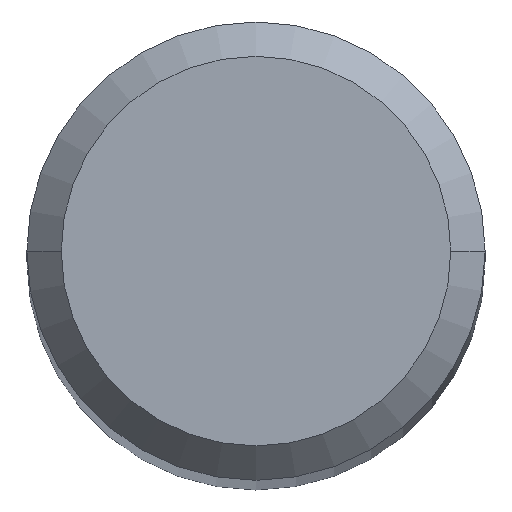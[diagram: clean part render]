
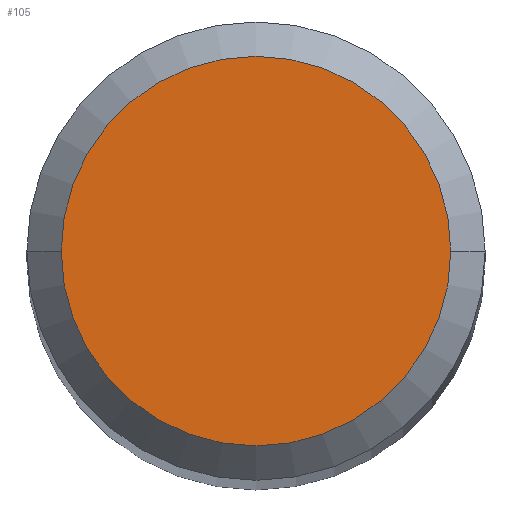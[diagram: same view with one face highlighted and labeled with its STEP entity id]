
A CAD part, top view. The second image highlights one B-rep face of the part: STEP entity #105.
In plain terms, the highlighted planar face has unit normal (0, 0, 1).
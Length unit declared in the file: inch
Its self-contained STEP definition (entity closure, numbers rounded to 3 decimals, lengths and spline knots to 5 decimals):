
#1 = ORIENTED_EDGE ( 'NONE', *, *, #76, .T. ) ;
#12 = VERTEX_POINT ( 'NONE', #326 ) ;
#25 = PLANE ( 'NONE',  #92 ) ;
#63 = EDGE_LOOP ( 'NONE', ( #193, #1 ) ) ;
#72 = DIRECTION ( 'NONE',  ( 0., 0., -1. ) ) ;
#76 = EDGE_CURVE ( 'NONE', #12, #313, #484, .T. ) ;
#92 = AXIS2_PLACEMENT_3D ( 'NONE', #146, #72, #221 ) ;
#95 = CARTESIAN_POINT ( 'NONE',  ( -0.05019, 0., 0. ) ) ;
#105 = ADVANCED_FACE ( 'NONE', ( #371 ), #25, .F. ) ;
#107 = EDGE_CURVE ( 'NONE', #313, #12, #441, .T. ) ;
#108 = DIRECTION ( 'NONE',  ( 1., 0., 0. ) ) ;
#118 = DIRECTION ( 'NONE',  ( 0., 0., 1. ) ) ;
#143 = AXIS2_PLACEMENT_3D ( 'NONE', #444, #289, #108 ) ;
#146 = CARTESIAN_POINT ( 'NONE',  ( 0., 0., 0. ) ) ;
#193 = ORIENTED_EDGE ( 'NONE', *, *, #107, .T. ) ;
#196 = AXIS2_PLACEMENT_3D ( 'NONE', #375, #118, #312 ) ;
#221 = DIRECTION ( 'NONE',  ( -1., 0., 0. ) ) ;
#289 = DIRECTION ( 'NONE',  ( 0., 0., 1. ) ) ;
#312 = DIRECTION ( 'NONE',  ( 1., 0., 0. ) ) ;
#313 = VERTEX_POINT ( 'NONE', #95 ) ;
#326 = CARTESIAN_POINT ( 'NONE',  ( 0.05019, 0., 0. ) ) ;
#371 = FACE_OUTER_BOUND ( 'NONE', #63, .T. ) ;
#375 = CARTESIAN_POINT ( 'NONE',  ( 0., 0., 0. ) ) ;
#441 = CIRCLE ( 'NONE', #196, 0.05019 ) ;
#444 = CARTESIAN_POINT ( 'NONE',  ( 0., 0., 0. ) ) ;
#484 = CIRCLE ( 'NONE', #143, 0.05019 ) ;
